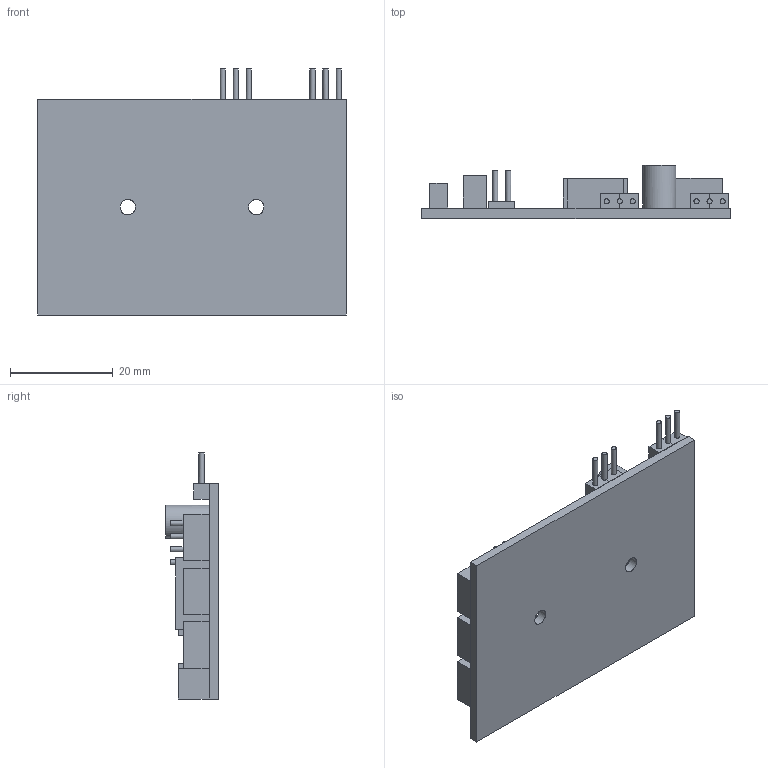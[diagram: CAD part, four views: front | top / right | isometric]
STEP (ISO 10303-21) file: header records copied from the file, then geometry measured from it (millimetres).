
FILE_DESCRIPTION(('FreeCAD Model'),'2;1');
FILE_NAME('gimbal_board.step', '2019-05-01T10:36:17',('Author'),(''), 'Open CASCADE STEP processor 7.3','FreeCAD','Unknown');
FILE_SCHEMA(('AUTOMOTIVE_DESIGN { 1 0 10303 214 1 1 1 1 }'));
Length unit declared in the file: millimetre
Products named in the file (1): gimbal_board
Bounding box: 60 x 10.3 x 47.9 mm (x, y, z)
Surface area: 7291.5 mm2 (no closed solid volume)
Topology: 0 solids, 90 shells, 90 faces, 394 edges, 362 vertices
Faces by surface type: plane 73, revolution 17
Entity records: 8050 total; most frequent: CARTESIAN_POINT 1722, DIRECTION 959, LINE 691, VECTOR 691, ORIENTED_EDGE 394, EDGE_CURVE 394, SURFACE_CURVE 394, PCURVE 394
